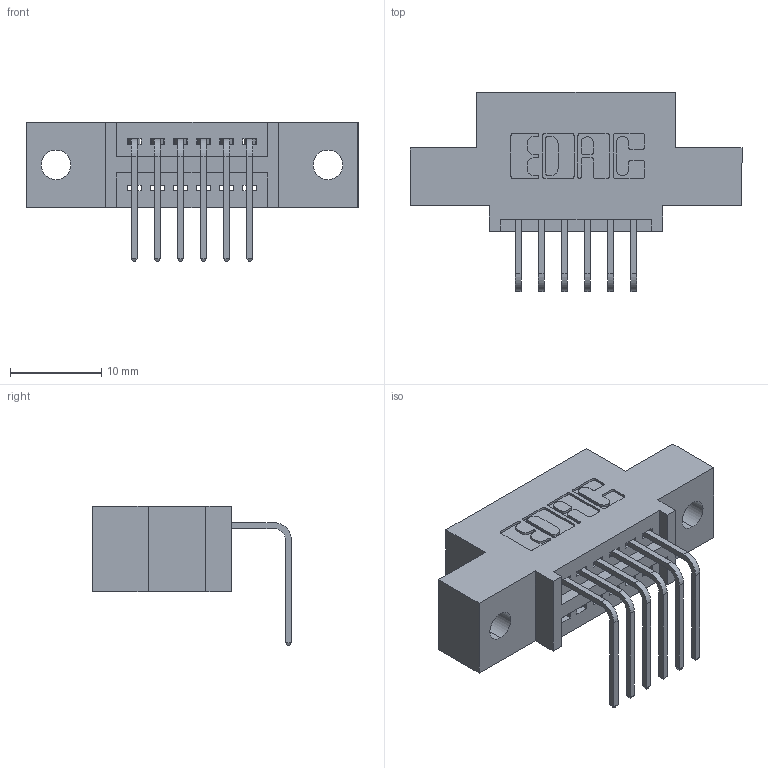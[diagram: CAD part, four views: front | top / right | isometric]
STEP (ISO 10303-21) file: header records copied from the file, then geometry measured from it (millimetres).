
FILE_DESCRIPTION (( 'STEP AP203' ), '1' );
FILE_NAME ('395-006-558-402.STEP', '2019-10-11T01:39:56', ( '' ), ( '' ), 'SwSTEP 2.0', 'SolidWorks 2016', '' );
FILE_SCHEMA (( 'CONFIG_CONTROL_DESIGN' ));
Length unit declared in the file: inch
Products named in the file (3): 395-006-558-402; 345 Part_0.110 Offset - 0.128 Dia; 345-292-001_558 Tail - 2
Assembly tree (7 placements, depth 2):
  395-006-558-402
    345 Part_0.110 Offset - 0.128 Dia
    345-292-001_558 Tail - 2  x6
Bounding box: 36.45 x 21.83 x 15.37 mm (x, y, z)
Volume: 3077 mm3; surface area: 3527.6 mm2
Topology: 7 solids, 7 shells, 490 faces, 1445 edges, 954 vertices
Faces by surface type: plane 336, cylinder 154
Entity records: 9581 total; most frequent: CARTESIAN_POINT 1670, ORIENTED_EDGE 1610, DIRECTION 1509, EDGE_CURVE 805, VECTOR 649, LINE 649, VERTEX_POINT 534, AXIS2_PLACEMENT_3D 430
